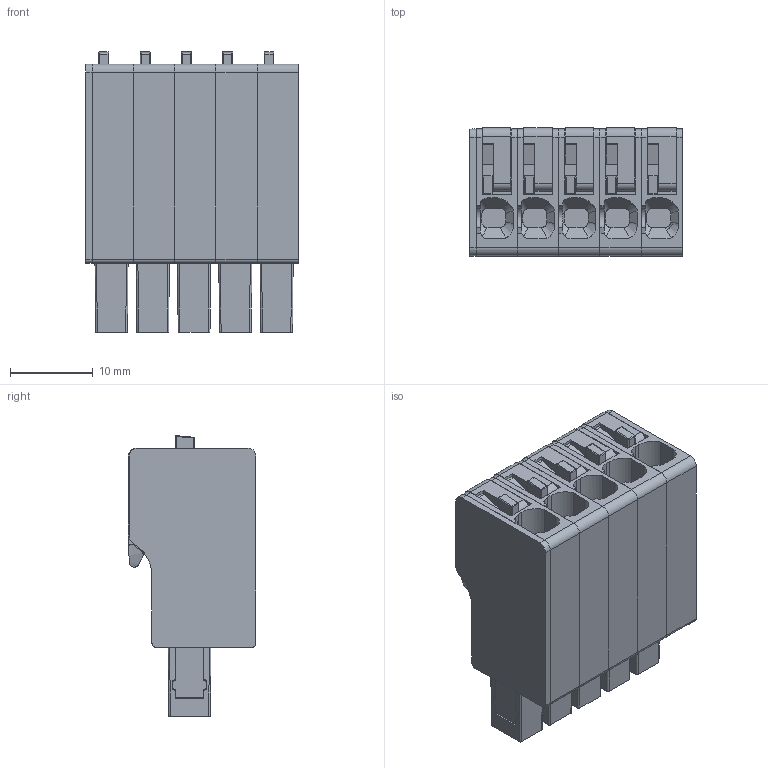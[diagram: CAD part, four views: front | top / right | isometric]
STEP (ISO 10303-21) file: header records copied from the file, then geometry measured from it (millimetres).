
FILE_DESCRIPTION(('CATIA V5R22 STEP214','CAx-IF Rec.Pracs.--- Model Styling and Organization---1.4--- 2014-01-23'),'2;1');
FILE_NAME ('D1463842_1', '2020-08-03T12:32:14+00:00', ('Weidmueller Interface'), ('Weidmueller'), 'CATIA Version 5-6 Release 2016 SP3 HF44', 'CATIA V5 STEP AP214', 'none');
FILE_SCHEMA(('AUTOMOTIVE_DESIGN { 1 0 10303 214 1 1 1 1 }'));
Length unit declared in the file: millimetre
Products named in the file (1): 2741590000
Bounding box: 25.8 x 15.5 x 34 mm (x, y, z)
Volume: 8824.8 mm3; surface area: 9957.4 mm2
Topology: 16 solids, 16 shells, 1209 faces, 3334 edges, 2180 vertices
Faces by surface type: plane 716, cylinder 413, sphere 40, cone 24, bspline 11, torus 5
Entity records: 39561 total; most frequent: CARTESIAN_POINT 10536, ORIENTED_EDGE 6548, DIRECTION 4926, EDGE_CURVE 3274, VERTEX_POINT 2170, VECTOR 2059, LINE 2059, AXIS2_PLACEMENT_3D 1762
